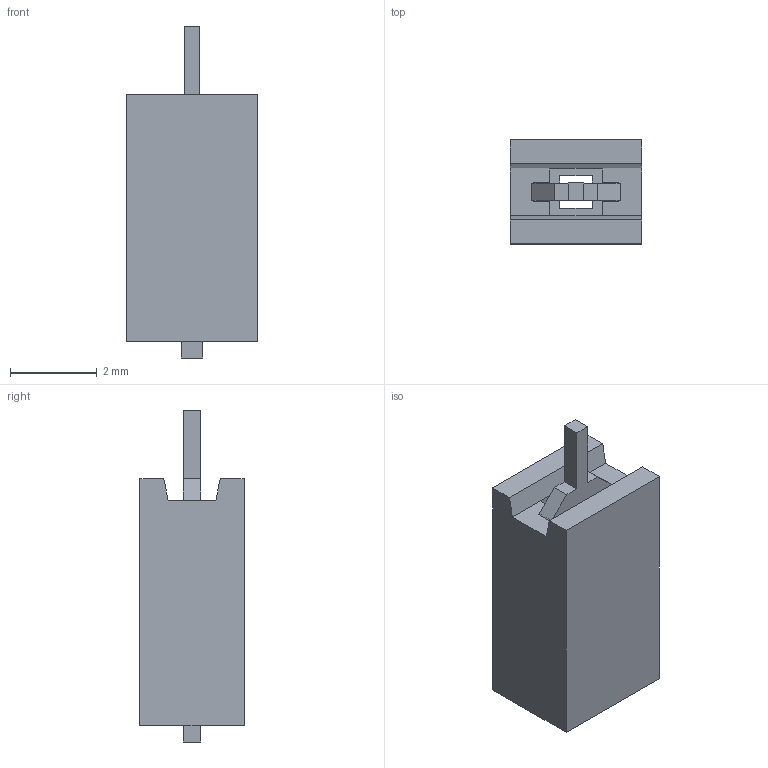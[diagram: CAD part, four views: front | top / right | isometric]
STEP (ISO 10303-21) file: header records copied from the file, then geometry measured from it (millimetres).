
FILE_DESCRIPTION (( 'STEP AP214' ), '1' );
FILE_NAME ('OSHChip Pins 1.STEP', '2016-04-25T04:01:25', ( '' ), ( '' ), 'SwSTEP 2.0', 'SolidWorks 2016', '' );
FILE_SCHEMA (( 'AUTOMOTIVE_DESIGN' ));
Length unit declared in the file: millimetre
Products named in the file (3): OSHChip Pin_Stamp; Socket Housing 2.54 Pitch_1 Pin; OSHChip Pins 1
Assembly tree (2 placements, depth 2):
  OSHChip Pins 1
    Socket Housing 2.54 Pitch_1 Pin
    OSHChip Pin_Stamp
Bounding box: 3.04 x 2.4 x 7.65 mm (x, y, z)
Volume: 34 mm3; surface area: 127.6 mm2
Topology: 2 solids, 2 shells, 48 faces, 124 edges, 80 vertices
Faces by surface type: plane 48
Entity records: 1538 total; most frequent: CARTESIAN_POINT 257, ORIENTED_EDGE 248, DIRECTION 230, VECTOR 124, EDGE_CURVE 124, LINE 124, VERTEX_POINT 80, AXIS2_PLACEMENT_3D 53
